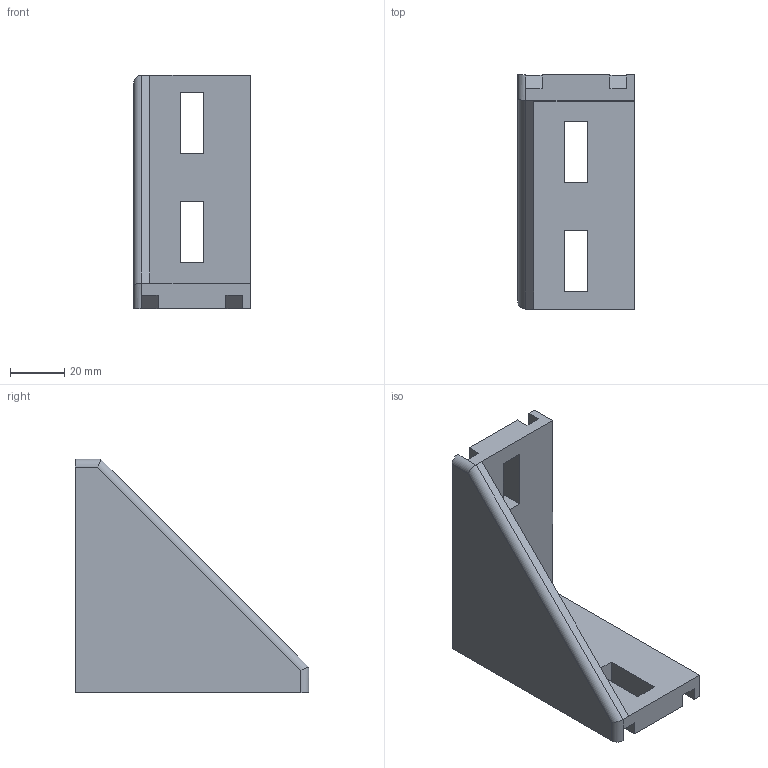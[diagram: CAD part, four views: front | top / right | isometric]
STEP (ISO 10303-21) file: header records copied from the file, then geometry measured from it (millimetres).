
FILE_DESCRIPTION(('STEP AP214'),'1');
FILE_NAME('cctmp_8070B5AA-6C69-4C88-BF19-F09EB3A0D8C4_2020_1_10_11_14_41_719..stp','2020-01-10T10:14:41',('Bosch Rexroth AG'),('CADClick - www.CADClick.com'),'Spatial InterOp 3D',' ','unknown authorization - (Healing Option Enabled)');
FILE_SCHEMA(('AUTOMOTIVE_DESIGN'));
Length unit declared in the file: millimetre
Products named in the file (1): 2020_01_10__11-14-41-719
Bounding box: 43 x 86 x 86 mm (x, y, z)
Volume: 66575.4 mm3; surface area: 27256 mm2
Topology: 1 solids, 1 shells, 45 faces, 123 edges, 80 vertices
Faces by surface type: plane 42, cylinder 3
Entity records: 1803 total; most frequent: CARTESIAN_POINT 265, ORIENTED_EDGE 246, DIRECTION 215, EDGE_CURVE 123, LINE 119, VECTOR 119, VERTEX_POINT 80, EDGE_LOOP 53
